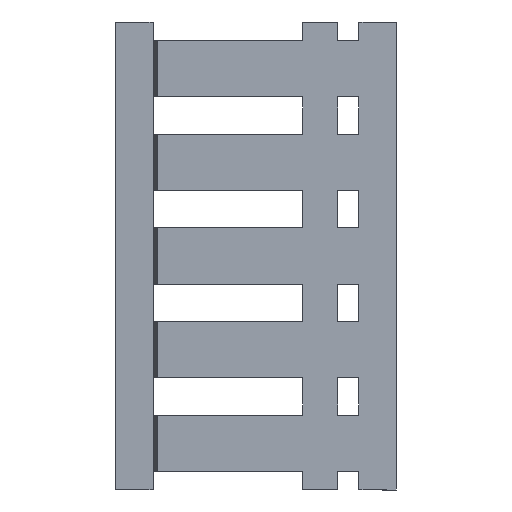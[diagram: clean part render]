
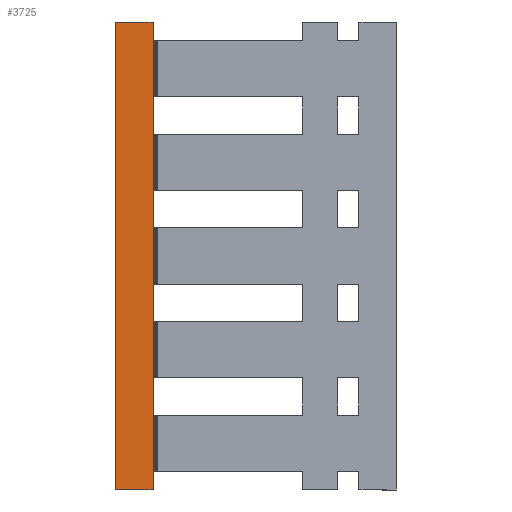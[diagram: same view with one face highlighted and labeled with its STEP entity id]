
A CAD part, left-side view. The second image highlights one B-rep face of the part: STEP entity #3725.
In plain terms, the highlighted planar face has unit normal (-1, 0, 0).
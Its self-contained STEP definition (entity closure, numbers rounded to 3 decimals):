
#179 = AXIS2_PLACEMENT_3D ( 'NONE', #1350, #4598, #3496 ) ;
#362 = ORIENTED_EDGE ( 'NONE', *, *, #5411, .F. ) ;
#393 = VECTOR ( 'NONE', #6455, 1000. ) ;
#686 = CARTESIAN_POINT ( 'NONE',  ( -30., 52., 3.75 ) ) ;
#721 = FACE_OUTER_BOUND ( 'NONE', #6429, .T. ) ;
#810 = ORIENTED_EDGE ( 'NONE', *, *, #2884, .T. ) ;
#1183 = VECTOR ( 'NONE', #4794, 1000. ) ;
#1350 = CARTESIAN_POINT ( 'NONE',  ( -30., 60., -96.25 ) ) ;
#1485 = LINE ( 'NONE', #2720, #4929 ) ;
#1879 = VERTEX_POINT ( 'NONE', #3194 ) ;
#1995 = CARTESIAN_POINT ( 'NONE',  ( -30., 60., -96.25 ) ) ;
#2217 = CARTESIAN_POINT ( 'NONE',  ( -30., 52., -96.25 ) ) ;
#2450 = VECTOR ( 'NONE', #2587, 1000. ) ;
#2521 = LINE ( 'NONE', #1995, #2450 ) ;
#2587 = DIRECTION ( 'NONE',  ( 0., -1., 0. ) ) ;
#2644 = CARTESIAN_POINT ( 'NONE',  ( -30., -40., 3.75 ) ) ;
#2720 = CARTESIAN_POINT ( 'NONE',  ( -30., 60., -96.25 ) ) ;
#2884 = EDGE_CURVE ( 'NONE', #5163, #1879, #5328, .T. ) ;
#3194 = CARTESIAN_POINT ( 'NONE',  ( -30., 60., 3.75 ) ) ;
#3417 = VERTEX_POINT ( 'NONE', #3444 ) ;
#3444 = CARTESIAN_POINT ( 'NONE',  ( -30., 60., -96.25 ) ) ;
#3496 = DIRECTION ( 'NONE',  ( 0., 0., 1. ) ) ;
#3725 = ADVANCED_FACE ( 'NONE', ( #721 ), #6680, .T. ) ;
#4168 = ORIENTED_EDGE ( 'NONE', *, *, #4445, .T. ) ;
#4445 = EDGE_CURVE ( 'NONE', #5169, #5163, #5875, .T. ) ;
#4598 = DIRECTION ( 'NONE',  ( -1., 0., 0. ) ) ;
#4794 = DIRECTION ( 'NONE',  ( 0., 1., 0. ) ) ;
#4929 = VECTOR ( 'NONE', #6321, 1000. ) ;
#5163 = VERTEX_POINT ( 'NONE', #686 ) ;
#5169 = VERTEX_POINT ( 'NONE', #6683 ) ;
#5328 = LINE ( 'NONE', #2644, #1183 ) ;
#5411 = EDGE_CURVE ( 'NONE', #3417, #1879, #1485, .T. ) ;
#5875 = LINE ( 'NONE', #2217, #393 ) ;
#6321 = DIRECTION ( 'NONE',  ( 0., 0., 1. ) ) ;
#6429 = EDGE_LOOP ( 'NONE', ( #6912, #4168, #810, #362 ) ) ;
#6455 = DIRECTION ( 'NONE',  ( 0., 0., 1. ) ) ;
#6634 = EDGE_CURVE ( 'NONE', #3417, #5169, #2521, .T. ) ;
#6680 = PLANE ( 'NONE',  #179 ) ;
#6683 = CARTESIAN_POINT ( 'NONE',  ( -30., 52., -96.25 ) ) ;
#6912 = ORIENTED_EDGE ( 'NONE', *, *, #6634, .T. ) ;
